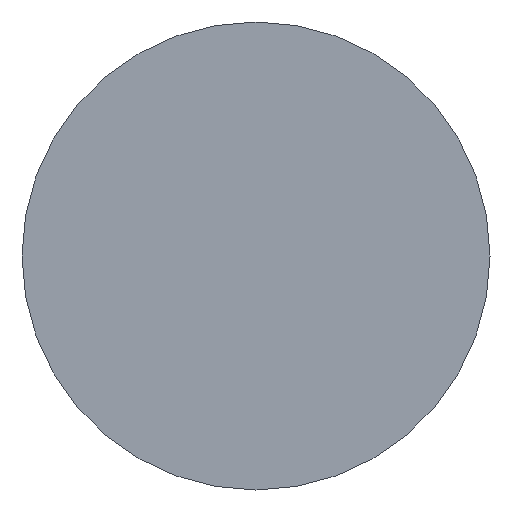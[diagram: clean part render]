
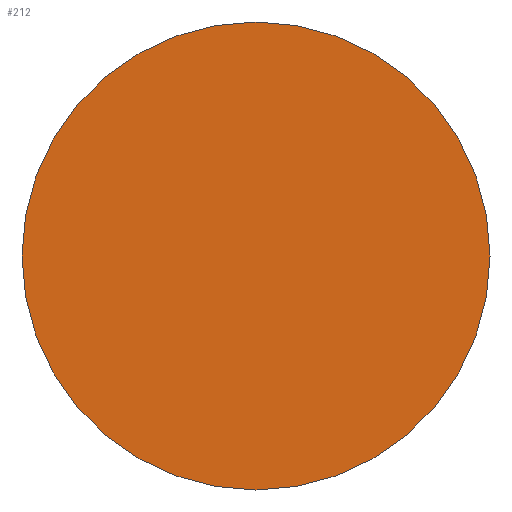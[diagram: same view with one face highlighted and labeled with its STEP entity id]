
A CAD part, front view. The second image highlights one B-rep face of the part: STEP entity #212.
In plain terms, the highlighted planar face has unit normal (0, -1, 0).
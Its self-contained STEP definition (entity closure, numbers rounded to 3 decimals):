
#22=PLANE('',#264);
#37=FACE_OUTER_BOUND('',#52,.T.);
#52=EDGE_LOOP('',(#181,#182));
#84=CIRCLE('',#262,101.);
#85=CIRCLE('',#263,101.);
#103=VERTEX_POINT('',#388);
#104=VERTEX_POINT('',#389);
#128=EDGE_CURVE('',#103,#104,#84,.T.);
#129=EDGE_CURVE('',#104,#103,#85,.T.);
#181=ORIENTED_EDGE('',*,*,#128,.T.);
#182=ORIENTED_EDGE('',*,*,#129,.T.);
#212=ADVANCED_FACE('',(#37),#22,.T.);
#262=AXIS2_PLACEMENT_3D('',#390,#329,#330);
#263=AXIS2_PLACEMENT_3D('',#391,#331,#332);
#264=AXIS2_PLACEMENT_3D('',#393,#334,#335);
#329=DIRECTION('center_axis',(0.,-1.,0.));
#330=DIRECTION('ref_axis',(1.,0.,0.));
#331=DIRECTION('center_axis',(0.,-1.,0.));
#332=DIRECTION('ref_axis',(1.,0.,0.));
#334=DIRECTION('center_axis',(0.,-1.,0.));
#335=DIRECTION('ref_axis',(0.,0.,-1.));
#388=CARTESIAN_POINT('',(101.,-16.,0.));
#389=CARTESIAN_POINT('',(-101.,-16.,0.));
#390=CARTESIAN_POINT('Origin',(0.,-16.,0.));
#391=CARTESIAN_POINT('Origin',(0.,-16.,0.));
#393=CARTESIAN_POINT('Origin',(0.,-16.,0.));
